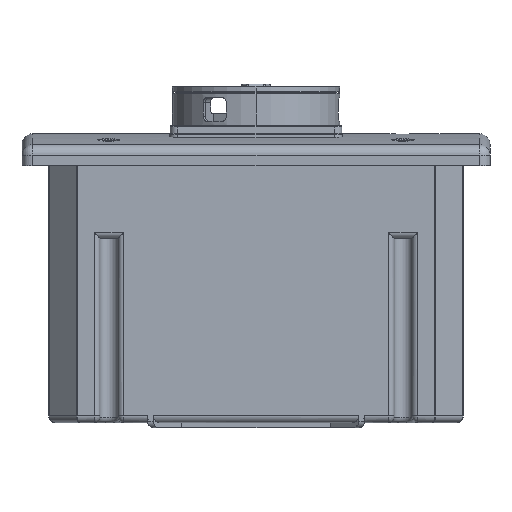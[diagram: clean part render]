
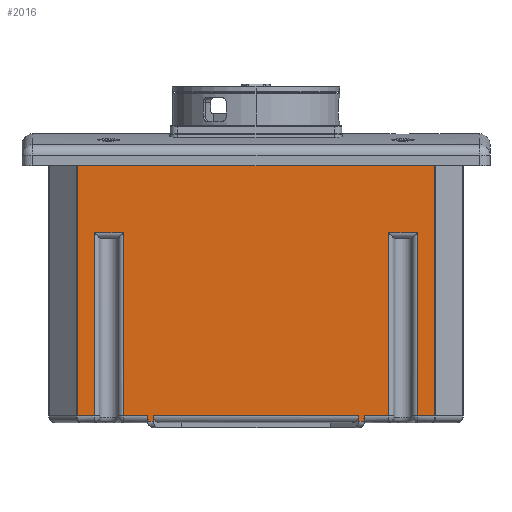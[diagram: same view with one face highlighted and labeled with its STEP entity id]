
A CAD part, left-side view. The second image highlights one B-rep face of the part: STEP entity #2016.
In plain terms, the highlighted planar face has unit normal (-1, 0, 0).
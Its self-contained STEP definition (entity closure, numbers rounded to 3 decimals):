
#2016=ADVANCED_FACE('NONE',(#4328),#4329,.F.);
#4328=FACE_OUTER_BOUND('',#10609,.T.);
#4329=PLANE('',#10610);
#10609=EDGE_LOOP('',(#16714,#16715,#16716,#16717,#16718,#16719,#16720,#16721,#16722,#16723,#16724,#16725,#16726,#16727,#16728,#16729,#16730,#16731,#16732,#16733));
#10610=AXIS2_PLACEMENT_3D('',#16734,#16735,#16736);
#16714=ORIENTED_EDGE('',*,*,#21048,.T.);
#16715=ORIENTED_EDGE('',*,*,#21049,.T.);
#16716=ORIENTED_EDGE('',*,*,#21050,.T.);
#16717=ORIENTED_EDGE('',*,*,#21051,.T.);
#16718=ORIENTED_EDGE('',*,*,#21052,.T.);
#16719=ORIENTED_EDGE('',*,*,#21053,.T.);
#16720=ORIENTED_EDGE('',*,*,#21054,.F.);
#16721=ORIENTED_EDGE('',*,*,#21055,.T.);
#16722=ORIENTED_EDGE('',*,*,#21056,.T.);
#16723=ORIENTED_EDGE('',*,*,#21057,.T.);
#16724=ORIENTED_EDGE('',*,*,#21058,.T.);
#16725=ORIENTED_EDGE('',*,*,#21059,.T.);
#16726=ORIENTED_EDGE('',*,*,#21060,.T.);
#16727=ORIENTED_EDGE('',*,*,#21061,.T.);
#16728=ORIENTED_EDGE('',*,*,#21062,.T.);
#16729=ORIENTED_EDGE('',*,*,#21063,.F.);
#16730=ORIENTED_EDGE('',*,*,#21064,.T.);
#16731=ORIENTED_EDGE('',*,*,#21065,.T.);
#16732=ORIENTED_EDGE('',*,*,#21066,.T.);
#16733=ORIENTED_EDGE('',*,*,#21067,.F.);
#16734=CARTESIAN_POINT('',(10.,10.,0.));
#16735=DIRECTION('',(1.0,0.,0.));
#16736=DIRECTION('',(0.0,1.0,0.));
#21048=EDGE_CURVE('NONE',#25019,#25020,#25021,.T.);
#21049=EDGE_CURVE('NONE',#25020,#25022,#25023,.T.);
#21050=EDGE_CURVE('NONE',#25022,#25024,#25025,.T.);
#21051=EDGE_CURVE('NONE',#25024,#25026,#25027,.T.);
#21052=EDGE_CURVE('NONE',#25026,#25028,#25029,.T.);
#21053=EDGE_CURVE('NONE',#25028,#25030,#25031,.T.);
#21054=EDGE_CURVE('NONE',#25032,#25030,#25033,.T.);
#21055=EDGE_CURVE('NONE',#25032,#25034,#25035,.T.);
#21056=EDGE_CURVE('NONE',#25034,#25036,#25037,.T.);
#21057=EDGE_CURVE('NONE',#25036,#25038,#25039,.T.);
#21058=EDGE_CURVE('NONE',#25038,#25040,#25041,.T.);
#21059=EDGE_CURVE('NONE',#25040,#25042,#25043,.T.);
#21060=EDGE_CURVE('NONE',#25042,#25044,#25045,.T.);
#21061=EDGE_CURVE('NONE',#25044,#25046,#25047,.T.);
#21062=EDGE_CURVE('NONE',#25046,#25048,#25049,.T.);
#21063=EDGE_CURVE('NONE',#25050,#25048,#25051,.T.);
#21064=EDGE_CURVE('NONE',#25050,#25052,#25053,.T.);
#21065=EDGE_CURVE('NONE',#25052,#25054,#25055,.T.);
#21066=EDGE_CURVE('NONE',#25054,#25056,#25057,.T.);
#21067=EDGE_CURVE('NONE',#25019,#25056,#25058,.T.);
#25019=VERTEX_POINT('NONE',#33582);
#25020=VERTEX_POINT('NONE',#33583);
#25021=LINE('',#33584,#33585);
#25022=VERTEX_POINT('NONE',#33586);
#25023=LINE('',#33587,#33588);
#25024=VERTEX_POINT('NONE',#33589);
#25025=LINE('',#33590,#33591);
#25026=VERTEX_POINT('NONE',#33592);
#25027=LINE('',#33593,#33594);
#25028=VERTEX_POINT('NONE',#33595);
#25029=LINE('',#33596,#33597);
#25030=VERTEX_POINT('NONE',#33598);
#25031=LINE('',#33599,#33600);
#25032=VERTEX_POINT('NONE',#33601);
#25033=LINE('',#33602,#33603);
#25034=VERTEX_POINT('NONE',#33604);
#25035=LINE('',#33605,#33606);
#25036=VERTEX_POINT('NONE',#33607);
#25037=LINE('',#33608,#33609);
#25038=VERTEX_POINT('NONE',#33610);
#25039=LINE('',#33611,#33612);
#25040=VERTEX_POINT('NONE',#33613);
#25041=LINE('',#33614,#33615);
#25042=VERTEX_POINT('NONE',#33616);
#25043=LINE('',#33617,#33618);
#25044=VERTEX_POINT('NONE',#33619);
#25045=LINE('',#33620,#33621);
#25046=VERTEX_POINT('NONE',#33622);
#25047=LINE('',#33623,#33624);
#25048=VERTEX_POINT('NONE',#33625);
#25049=LINE('',#33626,#33627);
#25050=VERTEX_POINT('NONE',#33628);
#25051=LINE('',#33629,#33630);
#25052=VERTEX_POINT('NONE',#33631);
#25053=LINE('',#33632,#33633);
#25054=VERTEX_POINT('NONE',#33634);
#25055=LINE('',#33635,#33636);
#25056=VERTEX_POINT('NONE',#33637);
#25057=LINE('',#33638,#33639);
#25058=LINE('',#33640,#33641);
#33582=CARTESIAN_POINT('',(10.,46.939,4.5));
#33583=CARTESIAN_POINT('',(10.,37.9,4.5));
#33584=CARTESIAN_POINT('',(10.,35.9,4.5));
#33585=VECTOR('',#37584,1000.0);
#33586=CARTESIAN_POINT('',(10.,37.9,73.));
#33587=CARTESIAN_POINT('',(10.,37.9,0.));
#33588=VECTOR('',#37585,1000.0);
#33589=CARTESIAN_POINT('',(10.,27.1,73.));
#33590=CARTESIAN_POINT('',(10.,10.,73.));
#33591=VECTOR('',#37586,1000.0);
#33592=CARTESIAN_POINT('',(10.,27.1,4.5));
#33593=CARTESIAN_POINT('',(10.,27.1,0.));
#33594=VECTOR('',#37587,1000.0);
#33595=CARTESIAN_POINT('',(10.,20.707,4.5));
#33596=CARTESIAN_POINT('',(10.,20.707,4.5));
#33597=VECTOR('',#37588,1000.0);
#33598=CARTESIAN_POINT('',(10.,20.707,98.));
#33599=CARTESIAN_POINT('',(10.,20.707,0.));
#33600=VECTOR('',#37589,1000.0);
#33601=CARTESIAN_POINT('',(10.,154.293,98.));
#33602=CARTESIAN_POINT('',(10.,10.,98.));
#33603=VECTOR('',#37590,1000.0);
#33604=CARTESIAN_POINT('',(10.,154.293,4.5));
#33605=CARTESIAN_POINT('',(10.,154.293,0.));
#33606=VECTOR('',#37591,1000.0);
#33607=CARTESIAN_POINT('',(10.,147.9,4.5));
#33608=CARTESIAN_POINT('',(10.,145.9,4.5));
#33609=VECTOR('',#37592,1000.0);
#33610=CARTESIAN_POINT('',(10.,147.9,73.));
#33611=CARTESIAN_POINT('',(10.,147.9,0.));
#33612=VECTOR('',#37593,1000.0);
#33613=CARTESIAN_POINT('',(10.,137.1,73.));
#33614=CARTESIAN_POINT('',(10.,139.1,73.));
#33615=VECTOR('',#37594,1000.0);
#33616=CARTESIAN_POINT('',(10.,137.1,4.5));
#33617=CARTESIAN_POINT('',(10.,137.1,0.));
#33618=VECTOR('',#37595,1000.0);
#33619=CARTESIAN_POINT('',(10.,128.061,4.5));
#33620=CARTESIAN_POINT('',(10.,128.061,4.5));
#33621=VECTOR('',#37596,1000.0);
#33622=CARTESIAN_POINT('',(10.,128.061,2.5));
#33623=CARTESIAN_POINT('',(10.,128.061,2.));
#33624=VECTOR('',#37597,1000.0);
#33625=CARTESIAN_POINT('',(10.,125.939,2.5));
#33626=CARTESIAN_POINT('',(10.,10.,2.5));
#33627=VECTOR('',#37598,1000.0);
#33628=CARTESIAN_POINT('',(10.,125.939,4.5));
#33629=CARTESIAN_POINT('',(10.,125.939,2.));
#33630=VECTOR('',#37599,1000.0);
#33631=CARTESIAN_POINT('',(10.,49.061,4.5));
#33632=CARTESIAN_POINT('',(10.,10.,4.5));
#33633=VECTOR('',#37600,1000.0);
#33634=CARTESIAN_POINT('',(10.,49.061,2.5));
#33635=CARTESIAN_POINT('',(10.,49.061,2.));
#33636=VECTOR('',#37601,1000.0);
#33637=CARTESIAN_POINT('',(10.,46.939,2.5));
#33638=CARTESIAN_POINT('',(10.,10.,2.5));
#33639=VECTOR('',#37602,1000.0);
#33640=CARTESIAN_POINT('',(10.,46.939,2.));
#33641=VECTOR('',#37603,1000.0);
#37584=DIRECTION('',(0.,-1.0,0.));
#37585=DIRECTION('',(0.,0.,1.0));
#37586=DIRECTION('',(0.,-1.0,0.));
#37587=DIRECTION('',(0.,0.,-1.0));
#37588=DIRECTION('',(0.,-1.0,0.));
#37589=DIRECTION('',(0.,0.,1.0));
#37590=DIRECTION('',(0.,-1.0,0.));
#37591=DIRECTION('',(0.,0.,-1.0));
#37592=DIRECTION('',(0.,-1.0,0.));
#37593=DIRECTION('',(0.,0.,1.0));
#37594=DIRECTION('',(0.,-1.0,0.));
#37595=DIRECTION('',(0.,0.,-1.0));
#37596=DIRECTION('',(0.,-1.0,0.));
#37597=DIRECTION('',(0.,0.,-1.0));
#37598=DIRECTION('',(0.,-1.0,0.));
#37599=DIRECTION('',(0.,0.,-1.0));
#37600=DIRECTION('',(0.,-1.0,0.));
#37601=DIRECTION('',(0.,0.,-1.0));
#37602=DIRECTION('',(0.,-1.0,0.));
#37603=DIRECTION('',(0.,0.,-1.0));
